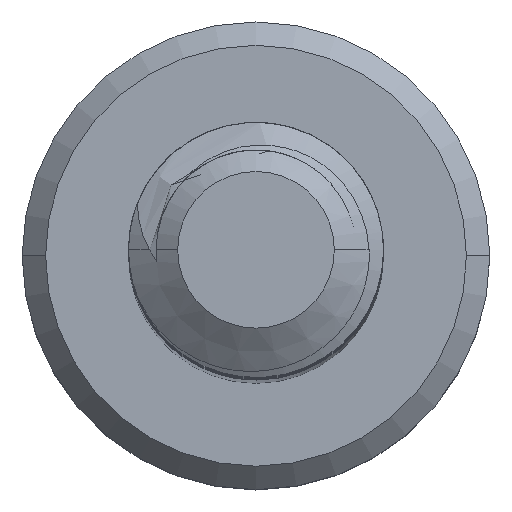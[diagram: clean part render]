
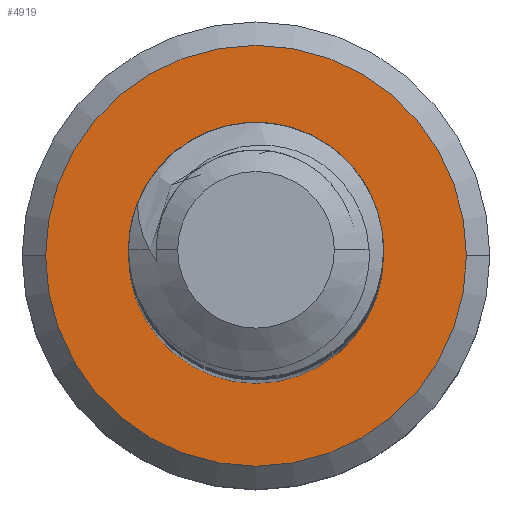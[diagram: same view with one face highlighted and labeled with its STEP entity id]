
A CAD part, top view. The second image highlights one B-rep face of the part: STEP entity #4919.
In plain terms, the highlighted planar face has unit normal (0, 0, 1).
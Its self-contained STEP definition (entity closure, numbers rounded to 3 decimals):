
#68 = ORIENTED_EDGE ( 'NONE', *, *, #9228, .T. ) ;
#318 = DIRECTION ( 'NONE',  ( 0., 0., -1. ) ) ;
#767 = EDGE_CURVE ( 'NONE', #7194, #6643, #2538, .T. ) ;
#854 = ORIENTED_EDGE ( 'NONE', *, *, #1487, .T. ) ;
#875 = DIRECTION ( 'NONE',  ( 0., 0., 1. ) ) ;
#909 = CARTESIAN_POINT ( 'NONE',  ( 0., 0., -40. ) ) ;
#946 = CARTESIAN_POINT ( 'NONE',  ( -1.5, 0., -40. ) ) ;
#1015 = EDGE_LOOP ( 'NONE', ( #68, #854 ) ) ;
#1258 = AXIS2_PLACEMENT_3D ( 'NONE', #10771, #10811, #10822 ) ;
#1487 = EDGE_CURVE ( 'NONE', #10672, #7872, #6563, .T. ) ;
#1535 = FACE_OUTER_BOUND ( 'NONE', #1015, .T. ) ;
#1728 = CARTESIAN_POINT ( 'NONE',  ( 2.475, 0., -40. ) ) ;
#2296 = EDGE_CURVE ( 'NONE', #6643, #7194, #2390, .T. ) ;
#2390 = CIRCLE ( 'NONE', #6205, 1.5 ) ;
#2538 = CIRCLE ( 'NONE', #2644, 1.5 ) ;
#2644 = AXIS2_PLACEMENT_3D ( 'NONE', #7520, #7658, #7701 ) ;
#2944 = CARTESIAN_POINT ( 'NONE',  ( 1.5, 0., -40. ) ) ;
#4000 = CARTESIAN_POINT ( 'NONE',  ( -2.475, 0., -40. ) ) ;
#4370 = CARTESIAN_POINT ( 'NONE',  ( 0., 0., -40. ) ) ;
#4420 = AXIS2_PLACEMENT_3D ( 'NONE', #10039, #318, #6531 ) ;
#4919 = ADVANCED_FACE ( 'NONE', ( #1535, #9450 ), #9184, .F. ) ;
#5253 = DIRECTION ( 'NONE',  ( -1., 0., 0. ) ) ;
#5416 = EDGE_LOOP ( 'NONE', ( #7072, #9100 ) ) ;
#6205 = AXIS2_PLACEMENT_3D ( 'NONE', #909, #875, #9086 ) ;
#6238 = AXIS2_PLACEMENT_3D ( 'NONE', #4370, #10551, #5253 ) ;
#6330 = CIRCLE ( 'NONE', #6238, 2.475 ) ;
#6531 = DIRECTION ( 'NONE',  ( -1., 0., 0. ) ) ;
#6563 = CIRCLE ( 'NONE', #1258, 2.475 ) ;
#6643 = VERTEX_POINT ( 'NONE', #946 ) ;
#7072 = ORIENTED_EDGE ( 'NONE', *, *, #767, .F. ) ;
#7194 = VERTEX_POINT ( 'NONE', #2944 ) ;
#7520 = CARTESIAN_POINT ( 'NONE',  ( 0., 0., -40. ) ) ;
#7658 = DIRECTION ( 'NONE',  ( 0., 0., 1. ) ) ;
#7701 = DIRECTION ( 'NONE',  ( 1., 0., 0. ) ) ;
#7872 = VERTEX_POINT ( 'NONE', #4000 ) ;
#9086 = DIRECTION ( 'NONE',  ( 1., 0., 0. ) ) ;
#9100 = ORIENTED_EDGE ( 'NONE', *, *, #2296, .F. ) ;
#9184 = PLANE ( 'NONE',  #4420 ) ;
#9228 = EDGE_CURVE ( 'NONE', #7872, #10672, #6330, .T. ) ;
#9450 = FACE_BOUND ( 'NONE', #5416, .T. ) ;
#10039 = CARTESIAN_POINT ( 'NONE',  ( 0., 0., -40. ) ) ;
#10551 = DIRECTION ( 'NONE',  ( 0., 0., 1. ) ) ;
#10672 = VERTEX_POINT ( 'NONE', #1728 ) ;
#10771 = CARTESIAN_POINT ( 'NONE',  ( 0., 0., -40. ) ) ;
#10811 = DIRECTION ( 'NONE',  ( 0., 0., 1. ) ) ;
#10822 = DIRECTION ( 'NONE',  ( -1., 0., 0. ) ) ;
